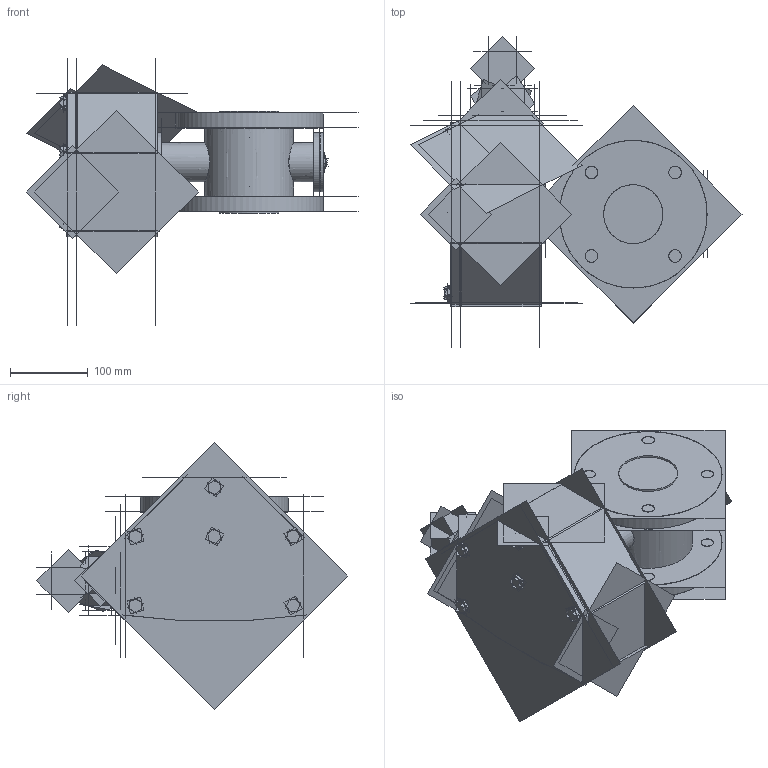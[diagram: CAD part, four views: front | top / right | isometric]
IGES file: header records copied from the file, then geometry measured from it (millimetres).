
Start section:  PTC IGES file: 150b-fl-03_asm.igs
Global section: file name: 150b-fl-03_asm.igs; native system: Creo Parametric by Parametric Technology Corporation; preprocessor: 2013050; author: HAPPY; organization: Unknown; date: 20170427.133808; units: inch
Bounding box: 427.97 x 400.98 x 343.41 mm (x, y, z)
Volume: 6228182.9 mm3; surface area: 2767797.6 mm2
Topology: 17 solids, 17 shells, 694 faces, 3325 edges, 4152 vertices
Faces by surface type: bspline 376, revolution 296, extrusion 22
